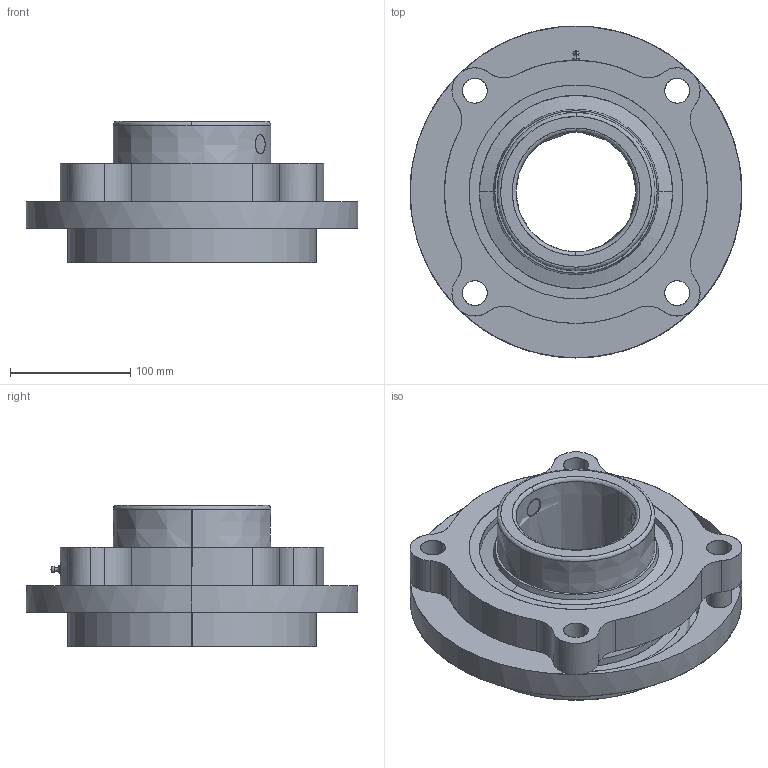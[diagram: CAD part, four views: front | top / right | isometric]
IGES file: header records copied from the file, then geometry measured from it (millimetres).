
Start section: SolidWorks IGES file using analytic representation for surfaces
Global section: file name: MFDEFAU0916155205795.igs; native system: SolidWorks 2010; preprocessor: SolidWorks 2010; author: partstream; date: 100916.150528; units: inch
Bounding box: 276.23 x 276.23 x 117.47 mm (x, y, z)
Surface area: 255021.6 mm2 (no closed solid volume)
Topology: 0 solids, 0 shells, 133 faces, 2715 edges, 2740 vertices
Faces by surface type: revolution 75, bspline 58
